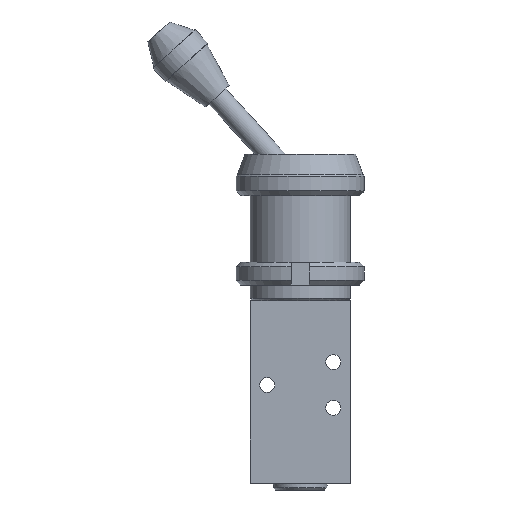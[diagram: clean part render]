
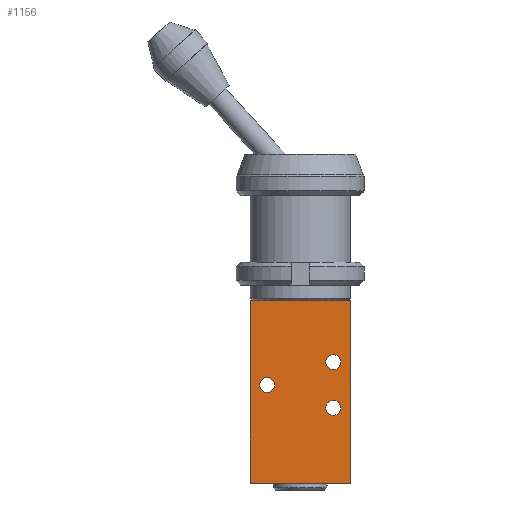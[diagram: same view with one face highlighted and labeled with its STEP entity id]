
A CAD part, front view. The second image highlights one B-rep face of the part: STEP entity #1156.
In plain terms, the highlighted planar face has unit normal (0, -1, 0).
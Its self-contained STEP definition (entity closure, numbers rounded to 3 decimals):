
#61=FACE_BOUND('',#433,.T.);
#62=FACE_BOUND('',#434,.T.);
#63=FACE_BOUND('',#435,.T.);
#64=FACE_BOUND('',#436,.T.);
#109=LINE('',#1796,#163);
#113=LINE('',#1835,#167);
#114=LINE('',#1838,#168);
#120=LINE('',#1910,#174);
#121=LINE('',#1912,#175);
#123=LINE('',#1915,#177);
#163=VECTOR('',#1423,17.234);
#167=VECTOR('',#1475,2.383);
#168=VECTOR('',#1478,2.383);
#174=VECTOR('',#1564,22.);
#175=VECTOR('',#1567,40.);
#177=VECTOR('',#1571,40.);
#232=PLANE('',#1291);
#433=EDGE_LOOP('',(#943));
#434=EDGE_LOOP('',(#944));
#435=EDGE_LOOP('',(#945));
#436=EDGE_LOOP('',(#946,#947,#948,#949,#950,#951));
#502=CIRCLE('',#1252,1.65);
#504=CIRCLE('',#1255,1.65);
#506=CIRCLE('',#1258,1.65);
#580=VERTEX_POINT('',#1794);
#581=VERTEX_POINT('',#1795);
#592=VERTEX_POINT('',#1833);
#593=VERTEX_POINT('',#1837);
#596=VERTEX_POINT('',#1845);
#598=VERTEX_POINT('',#1850);
#600=VERTEX_POINT('',#1855);
#617=VERTEX_POINT('',#1904);
#619=VERTEX_POINT('',#1908);
#694=EDGE_CURVE('',#580,#581,#109,.T.);
#710=EDGE_CURVE('',#581,#592,#113,.T.);
#711=EDGE_CURVE('',#593,#580,#114,.T.);
#715=EDGE_CURVE('',#596,#596,#502,.T.);
#717=EDGE_CURVE('',#598,#598,#504,.T.);
#719=EDGE_CURVE('',#600,#600,#506,.T.);
#738=EDGE_CURVE('',#617,#619,#120,.T.);
#739=EDGE_CURVE('',#593,#619,#121,.T.);
#741=EDGE_CURVE('',#592,#617,#123,.T.);
#943=ORIENTED_EDGE('',*,*,#715,.T.);
#944=ORIENTED_EDGE('',*,*,#717,.T.);
#945=ORIENTED_EDGE('',*,*,#719,.T.);
#946=ORIENTED_EDGE('',*,*,#711,.T.);
#947=ORIENTED_EDGE('',*,*,#694,.T.);
#948=ORIENTED_EDGE('',*,*,#710,.T.);
#949=ORIENTED_EDGE('',*,*,#741,.T.);
#950=ORIENTED_EDGE('',*,*,#738,.T.);
#951=ORIENTED_EDGE('',*,*,#739,.F.);
#1156=ADVANCED_FACE('',(#61,#62,#63,#64),#232,.T.);
#1252=AXIS2_PLACEMENT_3D('',#1846,#1485,#1486);
#1255=AXIS2_PLACEMENT_3D('',#1851,#1491,#1492);
#1258=AXIS2_PLACEMENT_3D('',#1856,#1497,#1498);
#1291=AXIS2_PLACEMENT_3D('',#1914,#1569,#1570);
#1423=DIRECTION('',(-1.,0.,0.));
#1475=DIRECTION('',(-1.,0.,0.));
#1478=DIRECTION('',(-1.,0.,0.));
#1485=DIRECTION('center_axis',(0.,1.,0.));
#1486=DIRECTION('ref_axis',(-1.,0.,0.));
#1491=DIRECTION('center_axis',(0.,1.,0.));
#1492=DIRECTION('ref_axis',(-1.,0.,0.));
#1497=DIRECTION('center_axis',(0.,1.,0.));
#1498=DIRECTION('ref_axis',(-1.,0.,0.));
#1564=DIRECTION('',(1.,0.,0.));
#1567=DIRECTION('',(0.,0.,-1.));
#1569=DIRECTION('center_axis',(0.,-1.,0.));
#1570=DIRECTION('ref_axis',(0.,0.,-1.));
#1571=DIRECTION('',(0.,0.,-1.));
#1794=CARTESIAN_POINT('',(8.617,-6.,20.));
#1795=CARTESIAN_POINT('',(-8.617,-6.,20.));
#1796=CARTESIAN_POINT('',(11.,-6.,20.));
#1833=CARTESIAN_POINT('',(-11.,-6.,20.));
#1835=CARTESIAN_POINT('',(11.,-6.,20.));
#1837=CARTESIAN_POINT('',(11.,-6.,20.));
#1838=CARTESIAN_POINT('',(11.,-6.,20.));
#1845=CARTESIAN_POINT('',(8.9,-6.,-3.5));
#1846=CARTESIAN_POINT('Origin',(7.25,-6.,-3.5));
#1850=CARTESIAN_POINT('',(8.9,-6.,6.5));
#1851=CARTESIAN_POINT('Origin',(7.25,-6.,6.5));
#1855=CARTESIAN_POINT('',(-5.6,-6.,1.5));
#1856=CARTESIAN_POINT('Origin',(-7.25,-6.,1.5));
#1904=CARTESIAN_POINT('',(-11.,-6.,-20.));
#1908=CARTESIAN_POINT('',(11.,-6.,-20.));
#1910=CARTESIAN_POINT('',(11.,-6.,-20.));
#1912=CARTESIAN_POINT('',(11.,-6.,0.));
#1914=CARTESIAN_POINT('Origin',(11.,-6.,0.));
#1915=CARTESIAN_POINT('',(-11.,-6.,0.));
